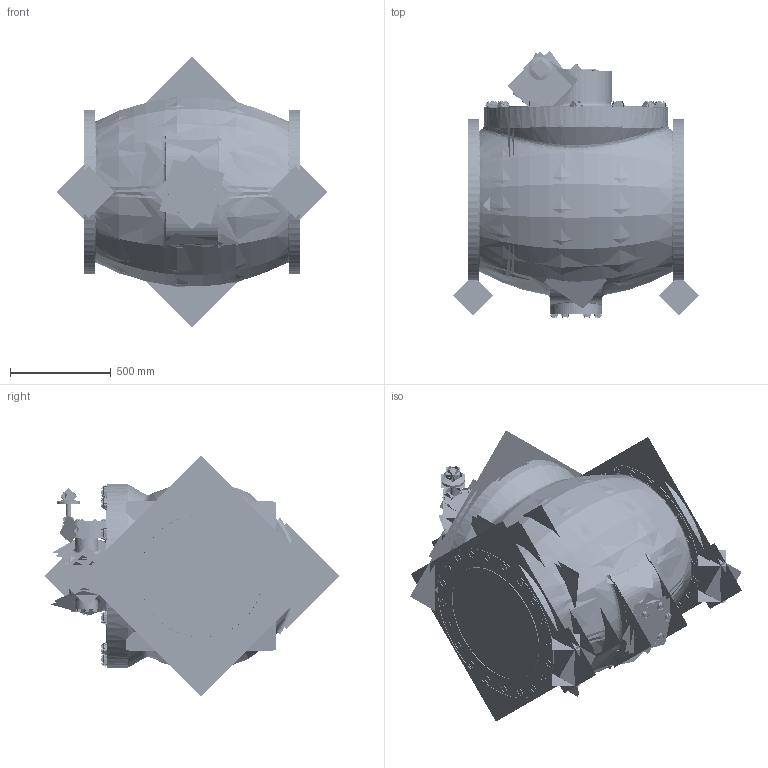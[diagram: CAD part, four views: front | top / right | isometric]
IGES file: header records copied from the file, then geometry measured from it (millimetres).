
Start section:  PTC IGES file: plug_flxfl-24in-nut_asm.igs
Global section: file name: plug_flxfl-24in-nut_asm.igs; native system: Creo Parametric by Parametric Technology Corporation; preprocessor: 2013050; author: HAPPY; organization: Unknown; date: 20170128.153414; units: inch
Bounding box: 1345.88 x 1461.03 x 1345.88 mm (x, y, z)
Volume: 231417712 mm3; surface area: 68214873.8 mm2
Topology: 65 solids, 64 shells, 3672 faces, 18162 edges, 22959 vertices
Faces by surface type: revolution 1884, bspline 1544, extrusion 244
